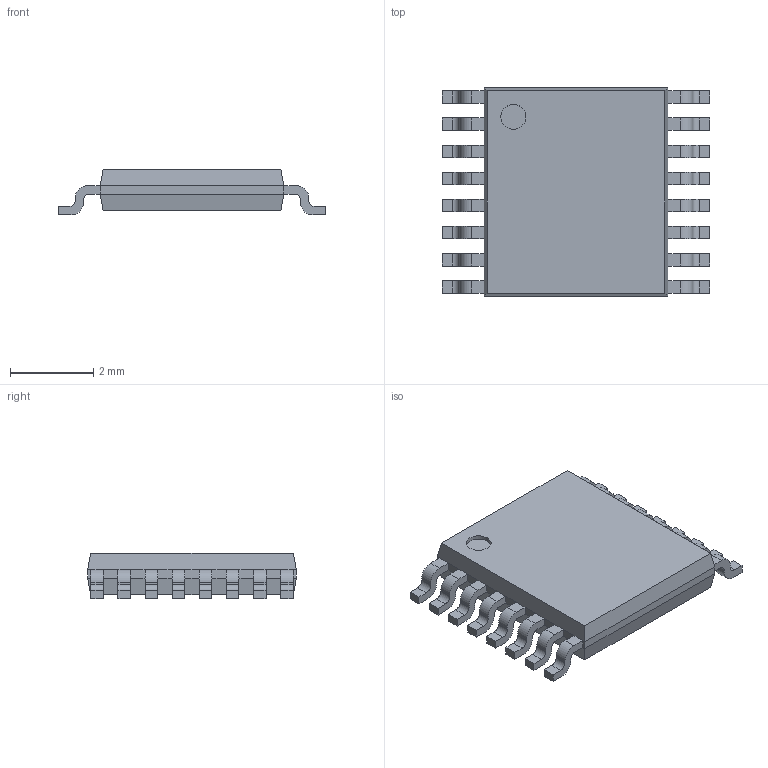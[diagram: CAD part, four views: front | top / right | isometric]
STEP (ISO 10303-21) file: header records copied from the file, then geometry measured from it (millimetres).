
FILE_DESCRIPTION(('FreeCAD Model'),'2;1');
FILE_NAME( 'User Library-TSSOP-16-1.step', '2017-02-18T10:05:54',('kicad StepUp'),('ksu MCAD'), 'Open CASCADE STEP processor 6.8','FreeCAD','Unknown');
FILE_SCHEMA(('AUTOMOTIVE_DESIGN_CC2 { 1 2 10303 214 -1 1 5 4 }'));
Length unit declared in the file: millimetre
Products named in the file (2): ASSEMBLY; User_Library-TSSOP-16-1
Assembly tree (1 placements, depth 2):
  ASSEMBLY
    User_Library-TSSOP-16-1
Bounding box: 6.4 x 5 x 1.1 mm (x, y, z)
Volume: 22.7 mm3; surface area: 81.6 mm2
Topology: 1 solids, 1 shells, 241 faces, 642 edges, 404 vertices
Faces by surface type: plane 175, cylinder 66
Entity records: 23443 total; most frequent: CARTESIAN_POINT 9305, DIRECTION 2214, LINE 1398, VECTOR 1398, ORIENTED_EDGE 1284, PCURVE 1284, DEFINITIONAL_REPRESENTATION 1284, EDGE_CURVE 642
